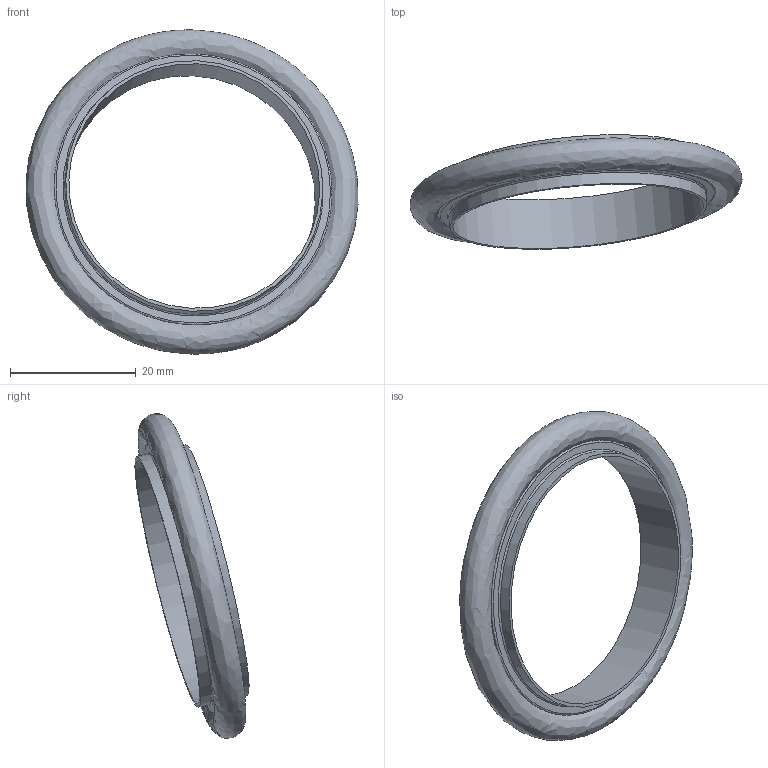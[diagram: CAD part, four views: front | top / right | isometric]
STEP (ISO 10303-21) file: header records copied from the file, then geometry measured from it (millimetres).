
FILE_DESCRIPTION (( 'STEP AP214' ), '1' );
FILE_NAME ('FULLVAC A1KF40.STEP', '2018-07-12T14:38:47', ( '' ), ( '' ), 'SwSTEP 2.0', 'SolidWorks 2017', '' );
FILE_SCHEMA (( 'AUTOMOTIVE_DESIGN' ));
Length unit declared in the file: millimetre
Products named in the file (3): 2^FULLVAC A1KF40; FULLVAC A1KF40; 1^FULLVAC A1KF40
Assembly tree (2 placements, depth 2):
  FULLVAC A1KF40
    1^FULLVAC A1KF40
    2^FULLVAC A1KF40
Bounding box: 52.73 x 18.14 x 51.51 mm (x, y, z)
Volume: 4153.9 mm3; surface area: 4910.5 mm2
Topology: 2 solids, 2 shells, 13 faces, 26 edges, 17 vertices
Faces by surface type: bspline 6, plane 4, cylinder 3
Full cylindrical faces by diameter (mm): 40 x1, 41 x2
Entity records: 2482 total; most frequent: CARTESIAN_POINT 2049, DIRECTION 40, EDGE_LOOP 24, ORIENTED_EDGE 24, FACE_OUTER_BOUND 20, UNCERTAINTY_MEASURE_WITH_UNIT 20, AXIS2_PLACEMENT_3D 20, FILL_AREA_STYLE 17
